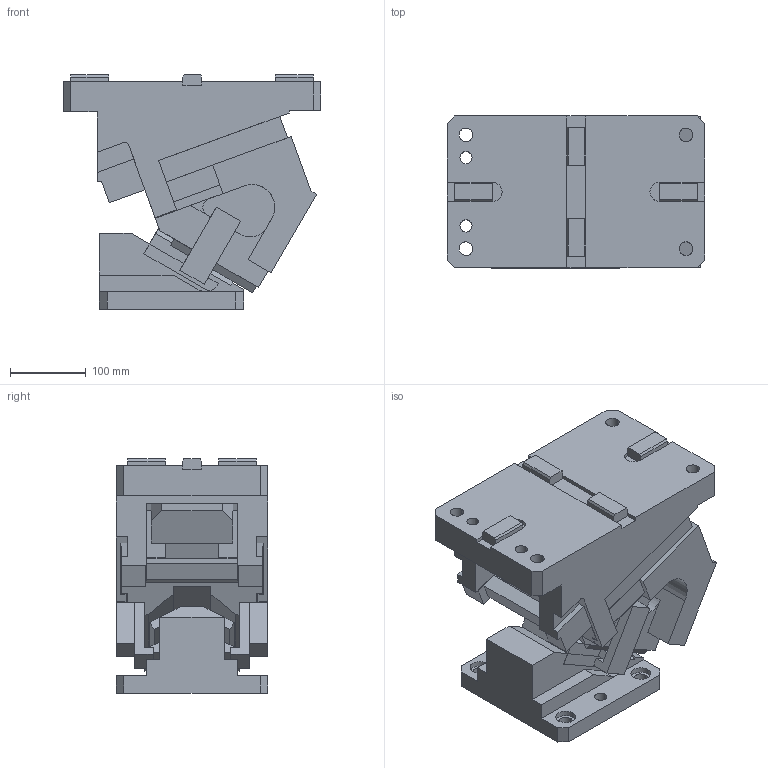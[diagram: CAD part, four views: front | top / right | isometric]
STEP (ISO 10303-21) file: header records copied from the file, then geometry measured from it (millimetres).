
FILE_DESCRIPTION(('CATIA V5 STEP Exchange'),'2;1');
FILE_NAME('CACN_200_30.stp','2015-04-27T09:44:01+00:00',('none'),('none'),'CATIA Version 5 Release 19 SP 2 (IN-10)','CATIA V5 STEP AP203','none');
FILE_SCHEMA(('CONFIG_CONTROL_DESIGN'));
Length unit declared in the file: millimetre
Products named in the file (1): CACN_200_30
Bounding box: 340 x 200 x 309 mm (x, y, z)
Volume: 11165383.9 mm3; surface area: 758543.2 mm2
Topology: 3 solids, 3 shells, 332 faces, 937 edges, 620 vertices
Faces by surface type: plane 258, cylinder 74
Entity records: 11857 total; most frequent: CARTESIAN_POINT 3684, ORIENTED_EDGE 1874, DIRECTION 1343, EDGE_CURVE 937, VECTOR 785, LINE 785, VERTEX_POINT 620, EDGE_LOOP 367
